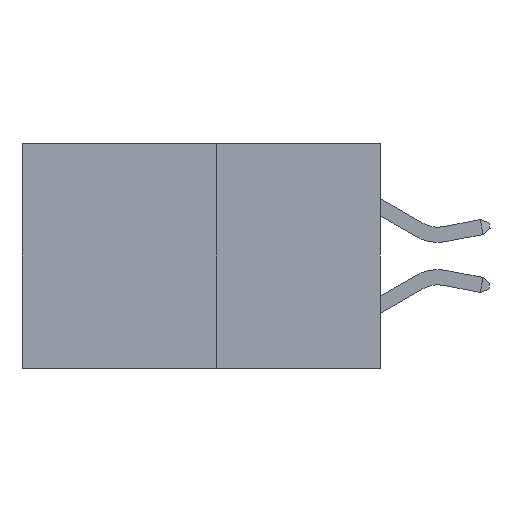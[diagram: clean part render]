
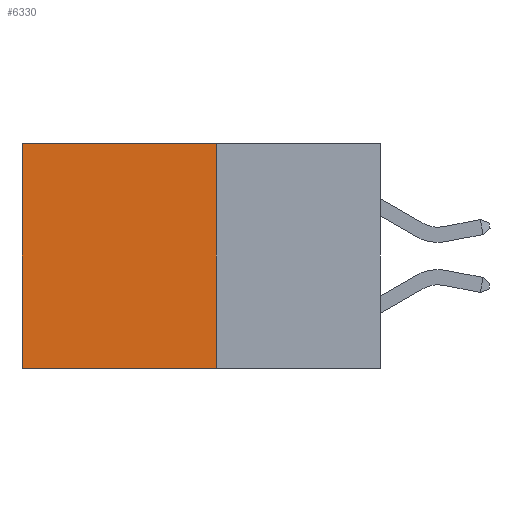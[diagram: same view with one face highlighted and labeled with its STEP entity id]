
A CAD part, left-side view. The second image highlights one B-rep face of the part: STEP entity #6330.
In plain terms, the highlighted planar face has unit normal (-1, 0, 0).
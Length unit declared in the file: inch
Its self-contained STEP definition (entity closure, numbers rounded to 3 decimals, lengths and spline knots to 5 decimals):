
#148 = FACE_OUTER_BOUND ( 'NONE', #6487, .T. ) ;
#371 = ORIENTED_EDGE ( 'NONE', *, *, #2926, .T. ) ;
#564 = CARTESIAN_POINT ( 'NONE',  ( 0.277, 0.59, 0. ) ) ;
#1087 = CARTESIAN_POINT ( 'NONE',  ( 0.277, 0.27, 0. ) ) ;
#1136 = AXIS2_PLACEMENT_3D ( 'NONE', #12100, #12715, #7257 ) ;
#2031 = VECTOR ( 'NONE', #8387, 39.37008 ) ;
#2919 = VECTOR ( 'NONE', #15689, 39.37008 ) ;
#2926 = EDGE_CURVE ( 'NONE', #11880, #5068, #15153, .T. ) ;
#3065 = CARTESIAN_POINT ( 'NONE',  ( 0.277, 0.27, -0.37 ) ) ;
#3195 = DIRECTION ( 'NONE',  ( 0., 1., 0. ) ) ;
#3726 = VERTEX_POINT ( 'NONE', #3065 ) ;
#4086 = EDGE_CURVE ( 'NONE', #11880, #3726, #12316, .T. ) ;
#5068 = VERTEX_POINT ( 'NONE', #564 ) ;
#5296 = ORIENTED_EDGE ( 'NONE', *, *, #15613, .T. ) ;
#5620 = VERTEX_POINT ( 'NONE', #13990 ) ;
#6330 = ADVANCED_FACE ( 'NONE', ( #148 ), #15929, .F. ) ;
#6487 = EDGE_LOOP ( 'NONE', ( #5296, #11193, #12420, #371 ) ) ;
#7257 = DIRECTION ( 'NONE',  ( 0., 0., -1. ) ) ;
#8071 = VECTOR ( 'NONE', #3195, 39.37008 ) ;
#8165 = CARTESIAN_POINT ( 'NONE',  ( 0.277, 0.59, -0.37 ) ) ;
#8387 = DIRECTION ( 'NONE',  ( 0., 1., 0. ) ) ;
#8542 = VECTOR ( 'NONE', #9109, 39.37008 ) ;
#9109 = DIRECTION ( 'NONE',  ( 0., 0., -1. ) ) ;
#10751 = CARTESIAN_POINT ( 'NONE',  ( 0.277, 0.27, 0. ) ) ;
#11193 = ORIENTED_EDGE ( 'NONE', *, *, #11656, .F. ) ;
#11656 = EDGE_CURVE ( 'NONE', #3726, #5620, #15079, .T. ) ;
#11880 = VERTEX_POINT ( 'NONE', #1087 ) ;
#12100 = CARTESIAN_POINT ( 'NONE',  ( 0.277, 0.27, -0.37 ) ) ;
#12316 = LINE ( 'NONE', #14490, #8542 ) ;
#12420 = ORIENTED_EDGE ( 'NONE', *, *, #4086, .F. ) ;
#12715 = DIRECTION ( 'NONE',  ( 1., 0., 0. ) ) ;
#13428 = LINE ( 'NONE', #8165, #2919 ) ;
#13990 = CARTESIAN_POINT ( 'NONE',  ( 0.277, 0.59, -0.37 ) ) ;
#14490 = CARTESIAN_POINT ( 'NONE',  ( 0.277, 0.27, -0.37 ) ) ;
#15079 = LINE ( 'NONE', #15911, #2031 ) ;
#15153 = LINE ( 'NONE', #10751, #8071 ) ;
#15613 = EDGE_CURVE ( 'NONE', #5068, #5620, #13428, .T. ) ;
#15689 = DIRECTION ( 'NONE',  ( 0., 0., -1. ) ) ;
#15911 = CARTESIAN_POINT ( 'NONE',  ( 0.277, 0.27, -0.37 ) ) ;
#15929 = PLANE ( 'NONE',  #1136 ) ;
